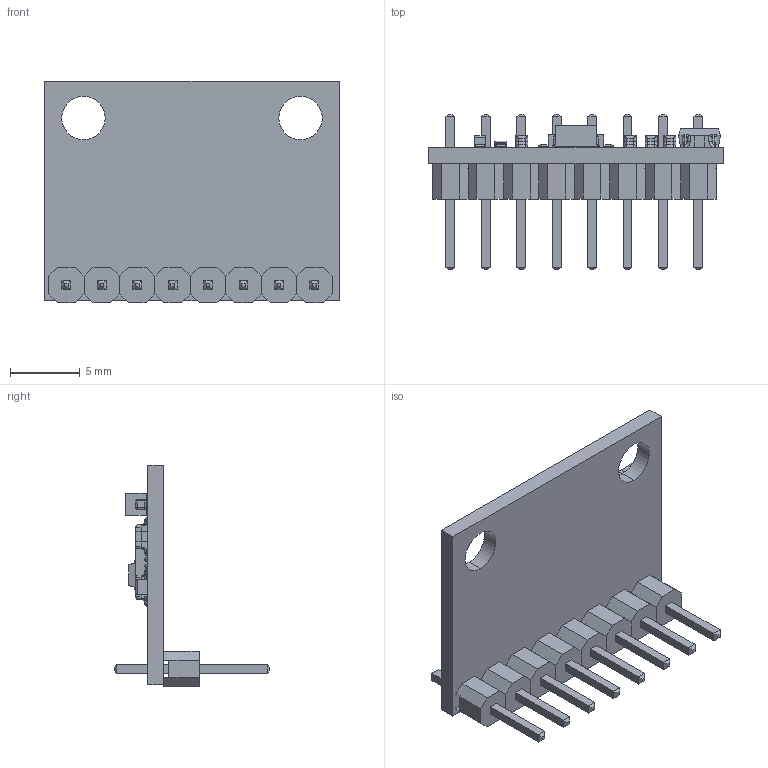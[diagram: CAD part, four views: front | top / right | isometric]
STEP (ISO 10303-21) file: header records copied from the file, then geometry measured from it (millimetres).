
FILE_DESCRIPTION (( 'STEP AP214' ), '1' );
FILE_NAME ('User Library-MPU 6050 IMU.STEP', '2018-11-09T21:58:08', ( '' ), ( '' ), 'SwSTEP 2.0', 'SolidWorks 2018', '' );
FILE_SCHEMA (( 'AUTOMOTIVE_DESIGN' ));
Length unit declared in the file: millimetre
Products named in the file (9): User Library-MPU 6050 IMU_Resistor small; User Library-MPU 6050 IMU; User Library-MPU 6050 IMU_S2NH chip; User Library-MPU 6050 IMU_pin header; User Library-MPU 6050 IMU_Resistor black; User Library-MPU 6050 IMU_Small LED; User Library-MPU 6050 IMU_Resistor small black; User Library-MPU 6050 IMU_sensor chip; User Library-MPU 6050 IMU_Base
Assembly tree (23 placements, depth 2):
  User Library-MPU 6050 IMU
    User Library-MPU 6050 IMU_Base
    User Library-MPU 6050 IMU_pin header  x8
    User Library-MPU 6050 IMU_sensor chip
    User Library-MPU 6050 IMU_S2NH chip
    User Library-MPU 6050 IMU_Resistor small  x6
    User Library-MPU 6050 IMU_Resistor small black  x4
    User Library-MPU 6050 IMU_Small LED
    User Library-MPU 6050 IMU_Resistor black
Bounding box: 21.11 x 11.18 x 15.88 mm (x, y, z)
Volume: 529.4 mm3; surface area: 1406.9 mm2
Topology: 23 solids, 23 shells, 1130 faces, 2737 edges, 1598 vertices
Faces by surface type: plane 631, cylinder 325, bspline 174
Entity records: 26911 total; most frequent: CARTESIAN_POINT 6565, ORIENTED_EDGE 2970, DIRECTION 2616, EDGE_CURVE 1485, VERTEX_POINT 914, LINE 880, VECTOR 880, AXIS2_PLACEMENT_3D 868
